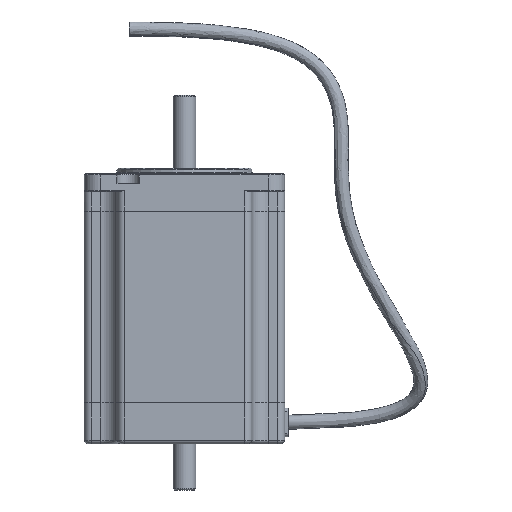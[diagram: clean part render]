
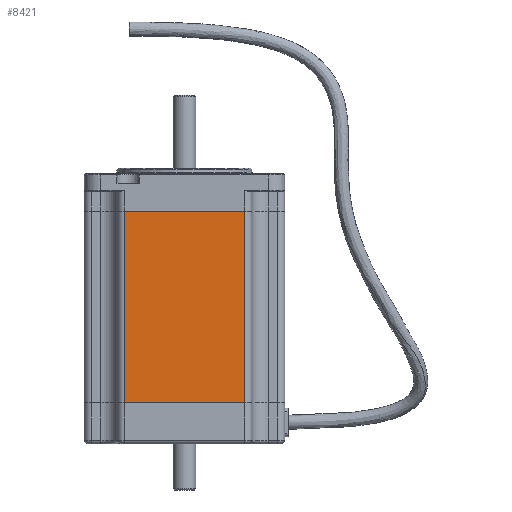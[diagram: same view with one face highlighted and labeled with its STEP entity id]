
A CAD part, front view. The second image highlights one B-rep face of the part: STEP entity #8421.
In plain terms, the highlighted planar face has unit normal (0, -1, 0).
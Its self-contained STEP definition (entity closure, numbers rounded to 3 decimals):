
#6418 = VERTEX_POINT ( 'NONE', #10430 ) ;
#6423 = VERTEX_POINT ( 'NONE', #10439 ) ;
#6425 = VERTEX_POINT ( 'NONE', #10443 ) ;
#6448 = VERTEX_POINT ( 'NONE', #10483 ) ;
#7432 = EDGE_LOOP ( 'NONE', ( #8917, #8918, #8919, #8920 ) ) ;
#8421 = ADVANCED_FACE ( 'NONE', ( #13987 ), #13988, .F. ) ;
#8917 = ORIENTED_EDGE ( 'NONE', *, *, #9868, .T. ) ;
#8918 = ORIENTED_EDGE ( 'NONE', *, *, #9871, .F. ) ;
#8919 = ORIENTED_EDGE ( 'NONE', *, *, #9873, .F. ) ;
#8920 = ORIENTED_EDGE ( 'NONE', *, *, #9864, .T. ) ;
#9864 = EDGE_CURVE ( 'NONE', #6423, #6448, #17354, .T. ) ;
#9868 = EDGE_CURVE ( 'NONE', #6448, #6418, #17363, .T. ) ;
#9871 = EDGE_CURVE ( 'NONE', #6425, #6418, #17371, .T. ) ;
#9873 = EDGE_CURVE ( 'NONE', #6423, #6425, #17366, .T. ) ;
#10430 = CARTESIAN_POINT ( 'NONE',  ( -16.94, -28.2, -10.5 ) ) ;
#10439 = CARTESIAN_POINT ( 'NONE',  ( 16.94, -28.2, -64.5 ) ) ;
#10443 = CARTESIAN_POINT ( 'NONE',  ( -16.94, -28.2, -64.5 ) ) ;
#10483 = CARTESIAN_POINT ( 'NONE',  ( 16.94, -28.2, -10.5 ) ) ;
#13504 = AXIS2_PLACEMENT_3D ( 'NONE', #13980, #13991, #13992 ) ;
#13980 = CARTESIAN_POINT ( 'NONE',  ( 16.94, -28.2, -64.5 ) ) ;
#13987 = FACE_OUTER_BOUND ( 'NONE', #7432, .T. ) ;
#13988 = PLANE ( 'NONE',  #13504 ) ;
#13991 = DIRECTION ( 'NONE',  ( 0., 1., 0. ) ) ;
#13992 = DIRECTION ( 'NONE',  ( 0., 0., 1. ) ) ;
#17347 = CARTESIAN_POINT ( 'NONE',  ( 16.94, -28.2, -64.5 ) ) ;
#17354 = LINE ( 'NONE', #17347, #18706 ) ;
#17359 = CARTESIAN_POINT ( 'NONE',  ( 16.94, -28.2, -10.5 ) ) ;
#17363 = LINE ( 'NONE', #17359, #18709 ) ;
#17364 = DIRECTION ( 'NONE',  ( 0., 0., 1. ) ) ;
#17366 = LINE ( 'NONE', #17375, #18708 ) ;
#17370 = DIRECTION ( 'NONE',  ( -1., 0., 0. ) ) ;
#17371 = LINE ( 'NONE', #17373, #18711 ) ;
#17373 = CARTESIAN_POINT ( 'NONE',  ( -16.94, -28.2, -64.5 ) ) ;
#17374 = DIRECTION ( 'NONE',  ( 0., 0., 1. ) ) ;
#17375 = CARTESIAN_POINT ( 'NONE',  ( 16.94, -28.2, -64.5 ) ) ;
#17376 = DIRECTION ( 'NONE',  ( -1., 0., 0. ) ) ;
#18706 = VECTOR ( 'NONE', #17364, 1000. ) ;
#18708 = VECTOR ( 'NONE', #17376, 1000. ) ;
#18709 = VECTOR ( 'NONE', #17370, 1000. ) ;
#18711 = VECTOR ( 'NONE', #17374, 1000. ) ;
